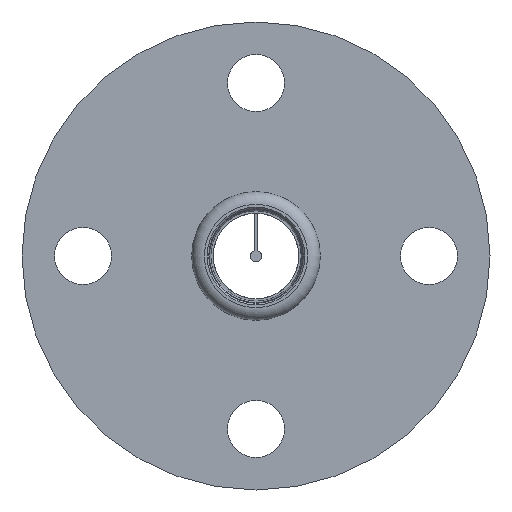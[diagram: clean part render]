
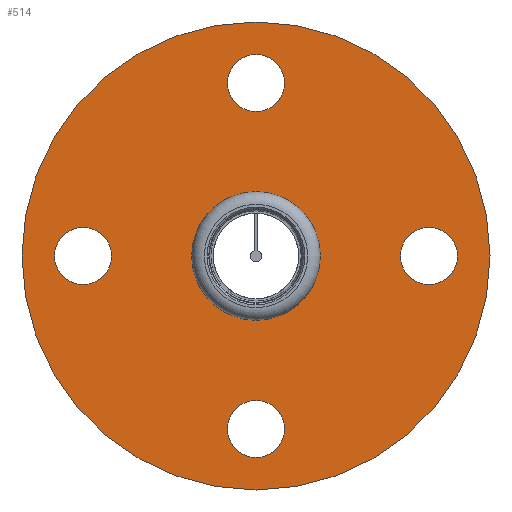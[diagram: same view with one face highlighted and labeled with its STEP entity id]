
A CAD part, left-side view. The second image highlights one B-rep face of the part: STEP entity #514.
In plain terms, the highlighted planar face has unit normal (-1, 0, 0).
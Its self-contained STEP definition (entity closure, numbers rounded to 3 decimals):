
#50=PLANE($,#572);
#75=FACE_BOUND($,#165,.T.);
#76=FACE_BOUND($,#166,.T.);
#77=FACE_BOUND($,#167,.T.);
#78=FACE_BOUND($,#168,.T.);
#79=FACE_BOUND($,#169,.T.);
#80=FACE_BOUND($,#170,.T.);
#165=EDGE_LOOP($,(#390));
#166=EDGE_LOOP($,(#391));
#167=EDGE_LOOP($,(#392));
#168=EDGE_LOOP($,(#393));
#169=EDGE_LOOP($,(#394));
#170=EDGE_LOOP($,(#395));
#237=CIRCLE($,#556,13.);
#239=CIRCLE($,#559,7.);
#241=CIRCLE($,#562,7.);
#243=CIRCLE($,#565,7.);
#245=CIRCLE($,#568,7.);
#248=CIRCLE($,#573,57.5);
#280=VERTEX_POINT($,#834);
#282=VERTEX_POINT($,#839);
#284=VERTEX_POINT($,#844);
#286=VERTEX_POINT($,#849);
#288=VERTEX_POINT($,#854);
#291=VERTEX_POINT($,#862);
#327=EDGE_CURVE($,#280,#280,#237,.T.);
#329=EDGE_CURVE($,#282,#282,#239,.T.);
#331=EDGE_CURVE($,#284,#284,#241,.T.);
#333=EDGE_CURVE($,#286,#286,#243,.T.);
#335=EDGE_CURVE($,#288,#288,#245,.T.);
#338=EDGE_CURVE($,#291,#291,#248,.T.);
#390=ORIENTED_EDGE($,*,*,#327,.T.);
#391=ORIENTED_EDGE($,*,*,#329,.T.);
#392=ORIENTED_EDGE($,*,*,#331,.T.);
#393=ORIENTED_EDGE($,*,*,#333,.T.);
#394=ORIENTED_EDGE($,*,*,#335,.T.);
#395=ORIENTED_EDGE($,*,*,#338,.F.);
#514=ADVANCED_FACE($,(#75,#76,#77,#78,#79,#80),#50,.T.);
#556=AXIS2_PLACEMENT_3D($,#835,#648,#649);
#559=AXIS2_PLACEMENT_3D($,#840,#654,#655);
#562=AXIS2_PLACEMENT_3D($,#845,#660,#661);
#565=AXIS2_PLACEMENT_3D($,#850,#666,#667);
#568=AXIS2_PLACEMENT_3D($,#855,#672,#673);
#572=AXIS2_PLACEMENT_3D($,#861,#680,#681);
#573=AXIS2_PLACEMENT_3D($,#863,#682,#683);
#648=DIRECTION('center_axis',(1.,0.,0.));
#649=DIRECTION('ref_axis',(0.,-1.,0.));
#654=DIRECTION('center_axis',(1.,0.,0.));
#655=DIRECTION('ref_axis',(0.,1.,0.));
#660=DIRECTION('center_axis',(1.,0.,0.));
#661=DIRECTION('ref_axis',(0.,0.,-1.));
#666=DIRECTION('center_axis',(1.,0.,0.));
#667=DIRECTION('ref_axis',(0.,-1.,0.));
#672=DIRECTION('center_axis',(1.,0.,0.));
#673=DIRECTION('ref_axis',(0.,0.,1.));
#680=DIRECTION('center_axis',(-1.,0.,0.));
#681=DIRECTION('ref_axis',(0.,0.,1.));
#682=DIRECTION('center_axis',(1.,0.,0.));
#683=DIRECTION('ref_axis',(0.,1.,0.));
#834=CARTESIAN_POINT('',(0.,-13.,0.));
#835=CARTESIAN_POINT('Origin',(0.,0.,
0.));
#839=CARTESIAN_POINT('',(0.,-7.,-42.5));
#840=CARTESIAN_POINT('Origin',(0.,0.,
-42.5));
#844=CARTESIAN_POINT('',(0.,-42.5,7.));
#845=CARTESIAN_POINT('Origin',(0.,-42.5,0.));
#849=CARTESIAN_POINT('',(0.,7.,42.5));
#850=CARTESIAN_POINT('Origin',(0.,0.,
42.5));
#854=CARTESIAN_POINT('',(0.,42.5,-7.));
#855=CARTESIAN_POINT('Origin',(0.,42.5,0.));
#861=CARTESIAN_POINT('Origin',(0.,28.75,0.));
#862=CARTESIAN_POINT('',(0.,57.5,0.));
#863=CARTESIAN_POINT('Origin',(0.,0.,
0.));
